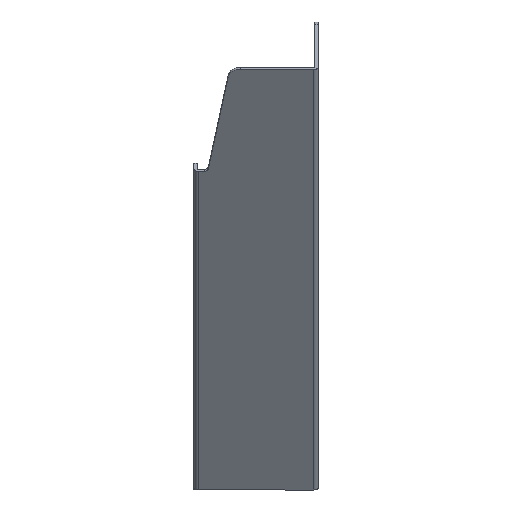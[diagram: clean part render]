
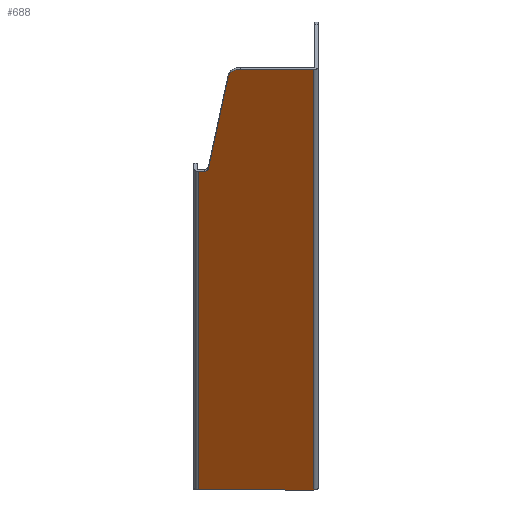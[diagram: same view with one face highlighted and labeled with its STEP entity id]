
A CAD part, isometric view. The second image highlights one B-rep face of the part: STEP entity #688.
In plain terms, the highlighted planar face has unit normal (-0.707, -0.707, 0).
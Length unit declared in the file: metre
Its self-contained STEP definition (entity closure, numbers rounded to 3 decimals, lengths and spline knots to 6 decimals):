
#33=PLANE('',#839);
#103=LINE('',#1087,#175);
#105=LINE('',#1100,#177);
#143=LINE('',#1198,#215);
#146=LINE('',#1202,#218);
#149=LINE('',#1207,#221);
#150=LINE('',#1208,#222);
#175=VECTOR('',#898,1.);
#177=VECTOR('',#912,1.);
#215=VECTOR('',#1006,1.);
#218=VECTOR('',#1011,1.);
#221=VECTOR('',#1018,1.);
#222=VECTOR('',#1019,1.);
#379=ORIENTED_EDGE('',*,*,#497,.F.);
#380=ORIENTED_EDGE('',*,*,#407,.T.);
#381=ORIENTED_EDGE('',*,*,#491,.T.);
#382=ORIENTED_EDGE('',*,*,#487,.T.);
#383=ORIENTED_EDGE('',*,*,#494,.T.);
#384=ORIENTED_EDGE('',*,*,#436,.F.);
#385=ORIENTED_EDGE('',*,*,#498,.T.);
#386=ORIENTED_EDGE('',*,*,#442,.T.);
#407=EDGE_CURVE('',#499,#500,#559,.T.);
#436=EDGE_CURVE('',#521,#522,#103,.T.);
#442=EDGE_CURVE('',#527,#525,#105,.T.);
#487=EDGE_CURVE('',#555,#556,#577,.T.);
#491=EDGE_CURVE('',#500,#555,#143,.T.);
#494=EDGE_CURVE('',#556,#522,#146,.T.);
#497=EDGE_CURVE('',#499,#525,#149,.T.);
#498=EDGE_CURVE('',#521,#527,#150,.T.);
#499=VERTEX_POINT('',#1027);
#500=VERTEX_POINT('',#1028);
#521=VERTEX_POINT('',#1086);
#522=VERTEX_POINT('',#1088);
#525=VERTEX_POINT('',#1098);
#527=VERTEX_POINT('',#1101);
#555=VERTEX_POINT('',#1190);
#556=VERTEX_POINT('',#1191);
#559=CIRCLE('',#789,0.01);
#577=CIRCLE('',#834,0.003175);
#610=EDGE_LOOP('',(#379,#380,#381,#382,#383,#384,#385,#386));
#644=FACE_BOUND('',#610,.T.);
#688=ADVANCED_FACE('',(#644),#33,.T.);
#789=AXIS2_PLACEMENT_3D('',#1026,#846,#847);
#834=AXIS2_PLACEMENT_3D('',#1189,#998,#999);
#839=AXIS2_PLACEMENT_3D('',#1206,#1016,#1017);
#846=DIRECTION('',(-0.707,-0.707,0.));
#847=DIRECTION('',(0.707,-0.707,0.));
#898=DIRECTION('',(0.,0.,1.));
#912=DIRECTION('',(0.,0.,1.));
#998=DIRECTION('',(0.707,0.707,0.));
#999=DIRECTION('',(0.707,-0.707,0.));
#1006=DIRECTION('',(-0.123,0.123,-0.985));
#1011=DIRECTION('',(-0.707,0.707,0.));
#1016=DIRECTION('',(-0.707,-0.707,0.));
#1017=DIRECTION('',(0.707,-0.707,0.));
#1018=DIRECTION('',(0.707,-0.707,0.));
#1019=DIRECTION('',(0.707,-0.707,0.));
#1026=CARTESIAN_POINT('',(-0.045006,-0.026836,0.19955));
#1027=CARTESIAN_POINT('',(-0.045006,-0.026836,0.20955));
#1028=CARTESIAN_POINT('',(-0.051969,-0.019873,0.201286));
#1086=CARTESIAN_POINT('',(-0.069146,-0.002696,-0.20955));
#1087=CARTESIAN_POINT('',(-0.069146,-0.002696,-0.20955));
#1088=CARTESIAN_POINT('',(-0.069146,-0.002696,0.10795));
#1098=CARTESIAN_POINT('',(-0.002696,-0.069146,0.20955));
#1100=CARTESIAN_POINT('',(-0.002696,-0.069146,-0.20955));
#1101=CARTESIAN_POINT('',(-0.002696,-0.069146,-0.20955));
#1189=CARTESIAN_POINT('',(-0.06549,-0.006352,0.111125));
#1190=CARTESIAN_POINT('',(-0.063279,-0.008563,0.110574));
#1191=CARTESIAN_POINT('',(-0.06549,-0.006352,0.10795));
#1198=CARTESIAN_POINT('',(-0.050939,-0.020903,0.20955));
#1202=CARTESIAN_POINT('',(0.,-0.071842,0.10795));
#1206=CARTESIAN_POINT('',(0.,-0.071842,-0.20955));
#1207=CARTESIAN_POINT('',(0.,-0.071842,0.20955));
#1208=CARTESIAN_POINT('',(0.,-0.071842,-0.20955));
